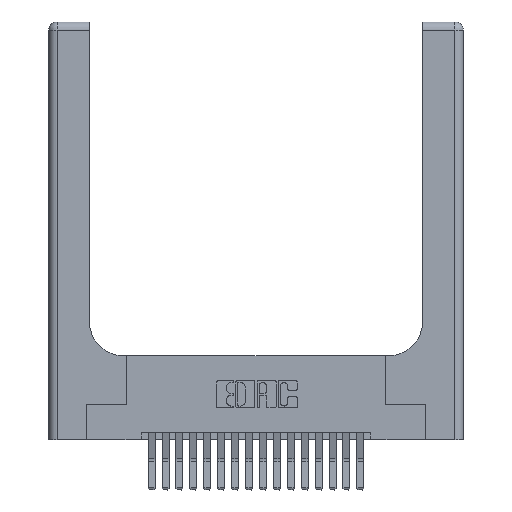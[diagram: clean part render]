
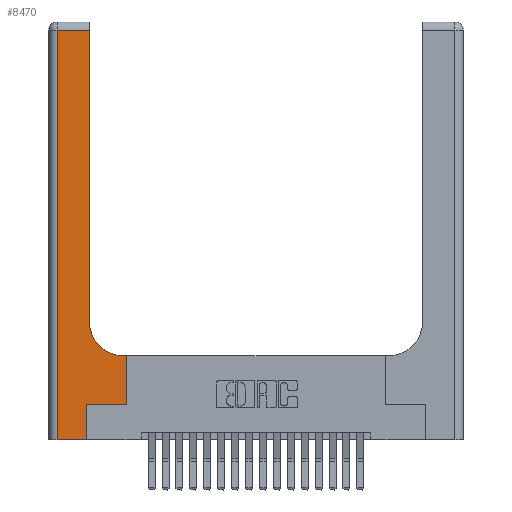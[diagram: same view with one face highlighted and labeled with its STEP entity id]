
A CAD part, top view. The second image highlights one B-rep face of the part: STEP entity #8470.
In plain terms, the highlighted planar face has unit normal (0, 0, 1).
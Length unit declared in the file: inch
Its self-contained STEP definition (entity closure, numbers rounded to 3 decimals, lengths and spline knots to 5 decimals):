
#402 = EDGE_CURVE ( 'NONE', #16833, #9718, #1878, .T. ) ;
#576 = ORIENTED_EDGE ( 'NONE', *, *, #7553, .T. ) ;
#864 = CARTESIAN_POINT ( 'NONE',  ( 0.5585, 0.25, 0.37 ) ) ;
#915 = ORIENTED_EDGE ( 'NONE', *, *, #402, .T. ) ;
#1156 = LINE ( 'NONE', #18207, #13915 ) ;
#1330 = VECTOR ( 'NONE', #2393, 39.37008 ) ;
#1878 = LINE ( 'NONE', #2524, #1330 ) ;
#2350 = CARTESIAN_POINT ( 'NONE',  ( 0.5415, 0.6, 0.37 ) ) ;
#2393 = DIRECTION ( 'NONE',  ( -1., 0., 0. ) ) ;
#2524 = CARTESIAN_POINT ( 'NONE',  ( 0.2915, 0.6, 0.37 ) ) ;
#2551 = EDGE_LOOP ( 'NONE', ( #13952, #17426, #9771, #576, #12325, #10573, #15732, #915, #15986 ) ) ;
#2607 = VERTEX_POINT ( 'NONE', #15113 ) ;
#2708 = CARTESIAN_POINT ( 'NONE',  ( 0.06, 3., 0.37 ) ) ;
#3410 = VERTEX_POINT ( 'NONE', #20716 ) ;
#5316 = EDGE_CURVE ( 'NONE', #9718, #5517, #6774, .T. ) ;
#5517 = VERTEX_POINT ( 'NONE', #14062 ) ;
#5589 = EDGE_CURVE ( 'NONE', #2607, #16679, #11919, .T. ) ;
#5747 = PLANE ( 'NONE',  #18988 ) ;
#5977 = VECTOR ( 'NONE', #7691, 39.37008 ) ;
#6082 = VERTEX_POINT ( 'NONE', #9386 ) ;
#6320 = EDGE_CURVE ( 'NONE', #6082, #11099, #1156, .T. ) ;
#6731 = EDGE_CURVE ( 'NONE', #20385, #2607, #18696, .T. ) ;
#6774 = CIRCLE ( 'NONE', #6971, 0.25 ) ;
#6791 = DIRECTION ( 'NONE',  ( -1., 0., 0. ) ) ;
#6882 = CARTESIAN_POINT ( 'NONE',  ( 0., 0., 0.37 ) ) ;
#6971 = AXIS2_PLACEMENT_3D ( 'NONE', #8641, #19984, #10297 ) ;
#7553 = EDGE_CURVE ( 'NONE', #3410, #20385, #20651, .T. ) ;
#7562 = CARTESIAN_POINT ( 'NONE',  ( 0.5585, 0.25, 0.37 ) ) ;
#7691 = DIRECTION ( 'NONE',  ( 1., 0., 0. ) ) ;
#7869 = CARTESIAN_POINT ( 'NONE',  ( 0.06, 2.94, 0.37 ) ) ;
#7921 = CARTESIAN_POINT ( 'NONE',  ( 0.269, 0., 0.37 ) ) ;
#7953 = CARTESIAN_POINT ( 'NONE',  ( 0.269, 0., 0.37 ) ) ;
#8470 = ADVANCED_FACE ( 'NONE', ( #20614 ), #5747, .F. ) ;
#8641 = CARTESIAN_POINT ( 'NONE',  ( 0.5415, 0.85, 0.37 ) ) ;
#9072 = DIRECTION ( 'NONE',  ( -1., 0., 0. ) ) ;
#9166 = DIRECTION ( 'NONE',  ( 0., 1., 0. ) ) ;
#9386 = CARTESIAN_POINT ( 'NONE',  ( 0.2915, 2.94, 0.37 ) ) ;
#9566 = DIRECTION ( 'NONE',  ( 0., 1., 0. ) ) ;
#9718 = VERTEX_POINT ( 'NONE', #2350 ) ;
#9771 = ORIENTED_EDGE ( 'NONE', *, *, #13750, .T. ) ;
#10297 = DIRECTION ( 'NONE',  ( 1., 0., 0. ) ) ;
#10573 = ORIENTED_EDGE ( 'NONE', *, *, #5589, .T. ) ;
#10586 = VECTOR ( 'NONE', #9566, 39.37008 ) ;
#10711 = VECTOR ( 'NONE', #12658, 39.37008 ) ;
#10833 = VECTOR ( 'NONE', #9166, 39.37008 ) ;
#10892 = LINE ( 'NONE', #19103, #19006 ) ;
#11099 = VERTEX_POINT ( 'NONE', #7869 ) ;
#11919 = LINE ( 'NONE', #17470, #5977 ) ;
#12325 = ORIENTED_EDGE ( 'NONE', *, *, #6731, .T. ) ;
#12658 = DIRECTION ( 'NONE',  ( 0., -1., 0. ) ) ;
#13750 = EDGE_CURVE ( 'NONE', #11099, #3410, #19829, .T. ) ;
#13915 = VECTOR ( 'NONE', #6791, 39.37008 ) ;
#13952 = ORIENTED_EDGE ( 'NONE', *, *, #16122, .T. ) ;
#14062 = CARTESIAN_POINT ( 'NONE',  ( 0.2915, 0.85, 0.37 ) ) ;
#14320 = DIRECTION ( 'NONE',  ( 0., 1., 0. ) ) ;
#15113 = CARTESIAN_POINT ( 'NONE',  ( 0.269, 0.25, 0.37 ) ) ;
#15732 = ORIENTED_EDGE ( 'NONE', *, *, #18481, .T. ) ;
#15986 = ORIENTED_EDGE ( 'NONE', *, *, #5316, .T. ) ;
#16122 = EDGE_CURVE ( 'NONE', #5517, #6082, #10892, .T. ) ;
#16159 = CARTESIAN_POINT ( 'NONE',  ( 0.5585, 0.6, 0.37 ) ) ;
#16679 = VERTEX_POINT ( 'NONE', #7562 ) ;
#16833 = VERTEX_POINT ( 'NONE', #16159 ) ;
#17215 = CARTESIAN_POINT ( 'NONE',  ( 0., 3., 0.37 ) ) ;
#17426 = ORIENTED_EDGE ( 'NONE', *, *, #6320, .T. ) ;
#17470 = CARTESIAN_POINT ( 'NONE',  ( 0.269, 0.25, 0.37 ) ) ;
#18207 = CARTESIAN_POINT ( 'NONE',  ( 0., 2.94, 0.37 ) ) ;
#18481 = EDGE_CURVE ( 'NONE', #16679, #16833, #19960, .T. ) ;
#18696 = LINE ( 'NONE', #7921, #10586 ) ;
#18806 = DIRECTION ( 'NONE',  ( 0., 0., -1. ) ) ;
#18988 = AXIS2_PLACEMENT_3D ( 'NONE', #17215, #18806, #9072 ) ;
#19006 = VECTOR ( 'NONE', #14320, 39.37008 ) ;
#19103 = CARTESIAN_POINT ( 'NONE',  ( 0.2915, 3., 0.37 ) ) ;
#19829 = LINE ( 'NONE', #2708, #10711 ) ;
#19889 = DIRECTION ( 'NONE',  ( 1., 0., 0. ) ) ;
#19960 = LINE ( 'NONE', #864, #10833 ) ;
#19984 = DIRECTION ( 'NONE',  ( 0., 0., -1. ) ) ;
#20160 = VECTOR ( 'NONE', #19889, 39.37008 ) ;
#20385 = VERTEX_POINT ( 'NONE', #7953 ) ;
#20614 = FACE_OUTER_BOUND ( 'NONE', #2551, .T. ) ;
#20651 = LINE ( 'NONE', #6882, #20160 ) ;
#20716 = CARTESIAN_POINT ( 'NONE',  ( 0.06, 0., 0.37 ) ) ;
